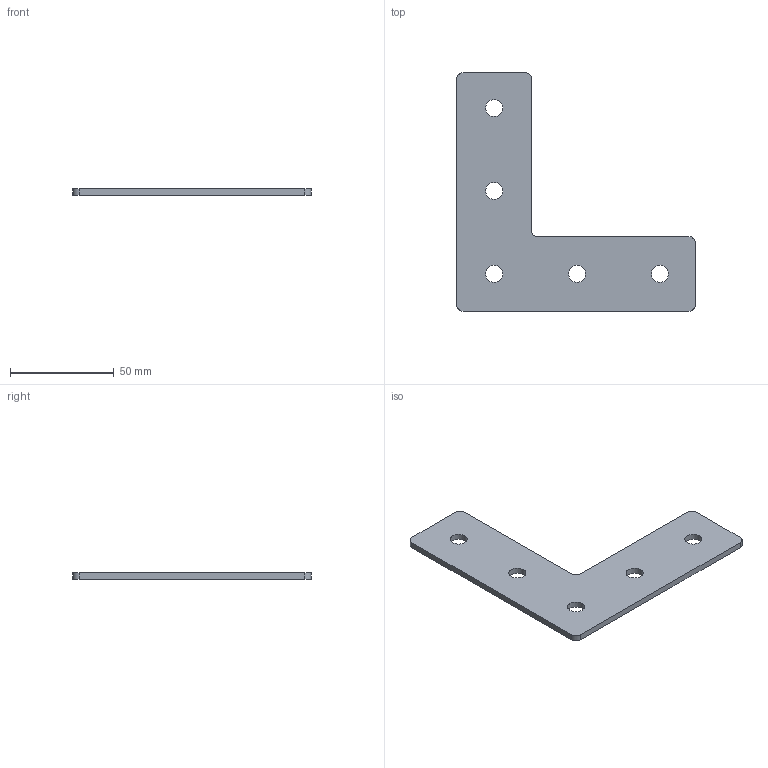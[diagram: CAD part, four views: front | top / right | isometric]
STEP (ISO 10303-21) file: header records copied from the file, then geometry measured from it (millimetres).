
FILE_DESCRIPTION (( 'STEP AP203' ), '1' );
FILE_NAME ('AL-G40.115115-2 Ã-ñîåäèíèòåëü 115õ115, 40 ñåðèÿ òèï 2.STEP', '2023-03-16T13:35:18', ( '' ), ( '' ), 'SwSTEP 2.0', 'SolidWorks 2021', '' );
FILE_SCHEMA (( 'CONFIG_CONTROL_DESIGN' ));
Length unit declared in the file: millimetre
Products named in the file (1): AL-G40.115115-2 Ã-ñîåäèíèòåëü 115õ115, 40 ñåðèÿ òèï 2
Bounding box: 115 x 115 x 3 mm (x, y, z)
Volume: 20136.7 mm3; surface area: 15167.7 mm2
Topology: 1 solids, 1 shells, 19 faces, 51 edges, 34 vertices
Faces by surface type: cylinder 11, plane 8
Full cylindrical faces by diameter (mm): 8.2 x5
Entity records: 679 total; most frequent: DIRECTION 108, CARTESIAN_POINT 100, ORIENTED_EDGE 92, EDGE_CURVE 46, AXIS2_PLACEMENT_3D 42, VERTEX_POINT 34, EDGE_LOOP 34, LINE 24
